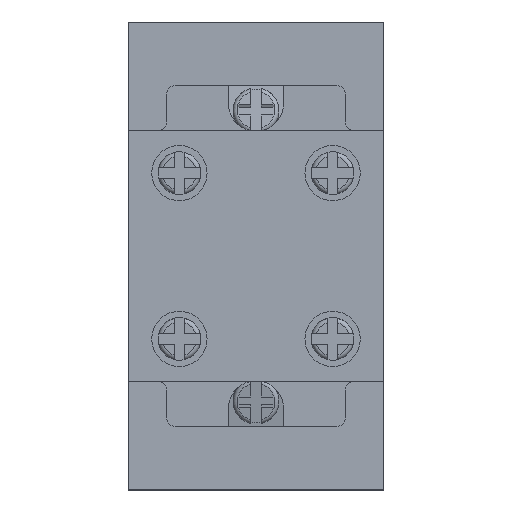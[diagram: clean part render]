
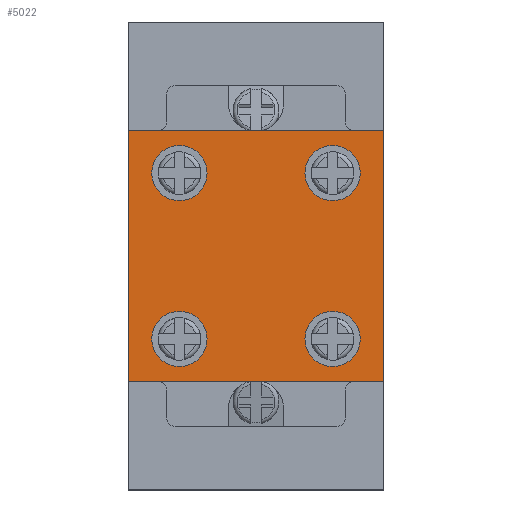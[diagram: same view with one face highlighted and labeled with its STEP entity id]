
A CAD part, front view. The second image highlights one B-rep face of the part: STEP entity #5022.
In plain terms, the highlighted planar face has unit normal (0, -1, 0).
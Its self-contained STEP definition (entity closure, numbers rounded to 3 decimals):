
#47 = DIRECTION ( 'NONE',  ( 0., 0., 1. ) ) ;
#133 = LINE ( 'NONE', #6965, #8206 ) ;
#358 = CARTESIAN_POINT ( 'NONE',  ( -9., 0., 13. ) ) ;
#414 = AXIS2_PLACEMENT_3D ( 'NONE', #1674, #2547, #4012 ) ;
#420 = LINE ( 'NONE', #8192, #8987 ) ;
#482 = EDGE_LOOP ( 'NONE', ( #7981, #2814, #4586, #8429 ) ) ;
#544 = CARTESIAN_POINT ( 'NONE',  ( -15., 0., -14.75 ) ) ;
#566 = DIRECTION ( 'NONE',  ( 0., 0., -1. ) ) ;
#590 = VECTOR ( 'NONE', #6488, 1000. ) ;
#641 = CARTESIAN_POINT ( 'NONE',  ( 15., 0., 14.75 ) ) ;
#817 = CARTESIAN_POINT ( 'NONE',  ( -9., 0., -9.75 ) ) ;
#1032 = CARTESIAN_POINT ( 'NONE',  ( -15., 0., -14.75 ) ) ;
#1123 = CARTESIAN_POINT ( 'NONE',  ( 9., 0., -6.5 ) ) ;
#1152 = EDGE_LOOP ( 'NONE', ( #6472, #6151 ) ) ;
#1188 = DIRECTION ( 'NONE',  ( 0., 0., -1. ) ) ;
#1266 = VECTOR ( 'NONE', #8530, 1000. ) ;
#1307 = DIRECTION ( 'NONE',  ( 0., 0., 1. ) ) ;
#1569 = LINE ( 'NONE', #1032, #590 ) ;
#1595 = AXIS2_PLACEMENT_3D ( 'NONE', #6196, #2408, #7795 ) ;
#1674 = CARTESIAN_POINT ( 'NONE',  ( 9., 0., 9.75 ) ) ;
#1855 = DIRECTION ( 'NONE',  ( 0., -1., 0. ) ) ;
#2035 = VERTEX_POINT ( 'NONE', #10103 ) ;
#2059 = ORIENTED_EDGE ( 'NONE', *, *, #2775, .F. ) ;
#2093 = CARTESIAN_POINT ( 'NONE',  ( -9., 0., -9.75 ) ) ;
#2105 = DIRECTION ( 'NONE',  ( 0., -1., 0. ) ) ;
#2183 = CARTESIAN_POINT ( 'NONE',  ( 9., 0., -9.75 ) ) ;
#2228 = CIRCLE ( 'NONE', #6554, 3.25 ) ;
#2233 = VERTEX_POINT ( 'NONE', #1123 ) ;
#2354 = CARTESIAN_POINT ( 'NONE',  ( -15., 0., 14.75 ) ) ;
#2408 = DIRECTION ( 'NONE',  ( 0., -1., 0. ) ) ;
#2472 = VERTEX_POINT ( 'NONE', #6854 ) ;
#2547 = DIRECTION ( 'NONE',  ( 0., -1., 0. ) ) ;
#2775 = EDGE_CURVE ( 'NONE', #2472, #5315, #2228, .T. ) ;
#2814 = ORIENTED_EDGE ( 'NONE', *, *, #3016, .F. ) ;
#2857 = CARTESIAN_POINT ( 'NONE',  ( -9., 0., 9.75 ) ) ;
#2945 = EDGE_CURVE ( 'NONE', #2233, #9371, #6355, .T. ) ;
#3016 = EDGE_CURVE ( 'NONE', #6906, #4950, #133, .T. ) ;
#3188 = DIRECTION ( 'NONE',  ( -1., 0., 0. ) ) ;
#3239 = EDGE_CURVE ( 'NONE', #5800, #6906, #420, .T. ) ;
#3344 = CIRCLE ( 'NONE', #7185, 3.25 ) ;
#3418 = FACE_BOUND ( 'NONE', #1152, .T. ) ;
#3532 = ORIENTED_EDGE ( 'NONE', *, *, #9343, .F. ) ;
#3568 = ORIENTED_EDGE ( 'NONE', *, *, #8173, .F. ) ;
#3674 = CARTESIAN_POINT ( 'NONE',  ( 9., 0., -9.75 ) ) ;
#4012 = DIRECTION ( 'NONE',  ( 0., 0., 1. ) ) ;
#4014 = CARTESIAN_POINT ( 'NONE',  ( 9., 0., -13. ) ) ;
#4092 = VERTEX_POINT ( 'NONE', #5346 ) ;
#4228 = CARTESIAN_POINT ( 'NONE',  ( 15., 0., 14.75 ) ) ;
#4321 = DIRECTION ( 'NONE',  ( 0., -1., 0. ) ) ;
#4344 = EDGE_CURVE ( 'NONE', #7864, #4950, #1569, .T. ) ;
#4565 = CIRCLE ( 'NONE', #8554, 3.25 ) ;
#4586 = ORIENTED_EDGE ( 'NONE', *, *, #3239, .F. ) ;
#4608 = VERTEX_POINT ( 'NONE', #7162 ) ;
#4670 = AXIS2_PLACEMENT_3D ( 'NONE', #2183, #2105, #566 ) ;
#4676 = CIRCLE ( 'NONE', #414, 3.25 ) ;
#4834 = EDGE_LOOP ( 'NONE', ( #3568, #6184 ) ) ;
#4950 = VERTEX_POINT ( 'NONE', #544 ) ;
#5022 = ADVANCED_FACE ( 'NONE', ( #7467, #8185, #3418, #5596, #8922 ), #6349, .F. ) ;
#5151 = VERTEX_POINT ( 'NONE', #358 ) ;
#5315 = VERTEX_POINT ( 'NONE', #7611 ) ;
#5346 = CARTESIAN_POINT ( 'NONE',  ( 9., 0., 6.5 ) ) ;
#5527 = ORIENTED_EDGE ( 'NONE', *, *, #8935, .F. ) ;
#5596 = FACE_BOUND ( 'NONE', #9483, .T. ) ;
#5800 = VERTEX_POINT ( 'NONE', #4228 ) ;
#6101 = DIRECTION ( 'NONE',  ( 0., -1., 0. ) ) ;
#6151 = ORIENTED_EDGE ( 'NONE', *, *, #2945, .F. ) ;
#6167 = DIRECTION ( 'NONE',  ( 0., 0., -1. ) ) ;
#6184 = ORIENTED_EDGE ( 'NONE', *, *, #6980, .F. ) ;
#6196 = CARTESIAN_POINT ( 'NONE',  ( 9., 0., 9.75 ) ) ;
#6349 = PLANE ( 'NONE',  #7384 ) ;
#6355 = CIRCLE ( 'NONE', #6884, 3.25 ) ;
#6472 = ORIENTED_EDGE ( 'NONE', *, *, #7727, .F. ) ;
#6488 = DIRECTION ( 'NONE',  ( 0., 0., -1. ) ) ;
#6503 = CARTESIAN_POINT ( 'NONE',  ( 15., 0., -14.75 ) ) ;
#6536 = CARTESIAN_POINT ( 'NONE',  ( -9., 0., 9.75 ) ) ;
#6554 = AXIS2_PLACEMENT_3D ( 'NONE', #2093, #4321, #7537 ) ;
#6854 = CARTESIAN_POINT ( 'NONE',  ( -9., 0., -13. ) ) ;
#6884 = AXIS2_PLACEMENT_3D ( 'NONE', #3674, #6101, #6167 ) ;
#6899 = AXIS2_PLACEMENT_3D ( 'NONE', #6536, #1855, #7346 ) ;
#6906 = VERTEX_POINT ( 'NONE', #6503 ) ;
#6922 = CIRCLE ( 'NONE', #4670, 3.25 ) ;
#6965 = CARTESIAN_POINT ( 'NONE',  ( 15., 0., -14.75 ) ) ;
#6980 = EDGE_CURVE ( 'NONE', #5151, #4608, #4565, .T. ) ;
#7162 = CARTESIAN_POINT ( 'NONE',  ( -9., 0., 6.5 ) ) ;
#7185 = AXIS2_PLACEMENT_3D ( 'NONE', #817, #8646, #9424 ) ;
#7346 = DIRECTION ( 'NONE',  ( 0., 0., 1. ) ) ;
#7384 = AXIS2_PLACEMENT_3D ( 'NONE', #8694, #9469, #47 ) ;
#7467 = FACE_BOUND ( 'NONE', #4834, .T. ) ;
#7527 = LINE ( 'NONE', #641, #1266 ) ;
#7537 = DIRECTION ( 'NONE',  ( 0., 0., -1. ) ) ;
#7610 = DIRECTION ( 'NONE',  ( 0., -1., 0. ) ) ;
#7611 = CARTESIAN_POINT ( 'NONE',  ( -9., 0., -6.5 ) ) ;
#7727 = EDGE_CURVE ( 'NONE', #9371, #2233, #6922, .T. ) ;
#7795 = DIRECTION ( 'NONE',  ( 0., 0., 1. ) ) ;
#7864 = VERTEX_POINT ( 'NONE', #2354 ) ;
#7981 = ORIENTED_EDGE ( 'NONE', *, *, #4344, .T. ) ;
#8145 = CIRCLE ( 'NONE', #6899, 3.25 ) ;
#8173 = EDGE_CURVE ( 'NONE', #4608, #5151, #8145, .T. ) ;
#8185 = FACE_BOUND ( 'NONE', #9100, .T. ) ;
#8192 = CARTESIAN_POINT ( 'NONE',  ( 15., 0., -14.75 ) ) ;
#8206 = VECTOR ( 'NONE', #3188, 1000. ) ;
#8429 = ORIENTED_EDGE ( 'NONE', *, *, #8794, .T. ) ;
#8530 = DIRECTION ( 'NONE',  ( -1., 0., 0. ) ) ;
#8550 = EDGE_CURVE ( 'NONE', #2035, #4092, #4676, .T. ) ;
#8554 = AXIS2_PLACEMENT_3D ( 'NONE', #2857, #7610, #1307 ) ;
#8646 = DIRECTION ( 'NONE',  ( 0., -1., 0. ) ) ;
#8694 = CARTESIAN_POINT ( 'NONE',  ( 15., 0., -14.75 ) ) ;
#8794 = EDGE_CURVE ( 'NONE', #5800, #7864, #7527, .T. ) ;
#8922 = FACE_OUTER_BOUND ( 'NONE', #482, .T. ) ;
#8935 = EDGE_CURVE ( 'NONE', #4092, #2035, #9335, .T. ) ;
#8987 = VECTOR ( 'NONE', #1188, 1000. ) ;
#9100 = EDGE_LOOP ( 'NONE', ( #5527, #9703 ) ) ;
#9335 = CIRCLE ( 'NONE', #1595, 3.25 ) ;
#9343 = EDGE_CURVE ( 'NONE', #5315, #2472, #3344, .T. ) ;
#9371 = VERTEX_POINT ( 'NONE', #4014 ) ;
#9424 = DIRECTION ( 'NONE',  ( 0., 0., -1. ) ) ;
#9469 = DIRECTION ( 'NONE',  ( 0., 1., 0. ) ) ;
#9483 = EDGE_LOOP ( 'NONE', ( #2059, #3532 ) ) ;
#9703 = ORIENTED_EDGE ( 'NONE', *, *, #8550, .F. ) ;
#10103 = CARTESIAN_POINT ( 'NONE',  ( 9., 0., 13. ) ) ;
